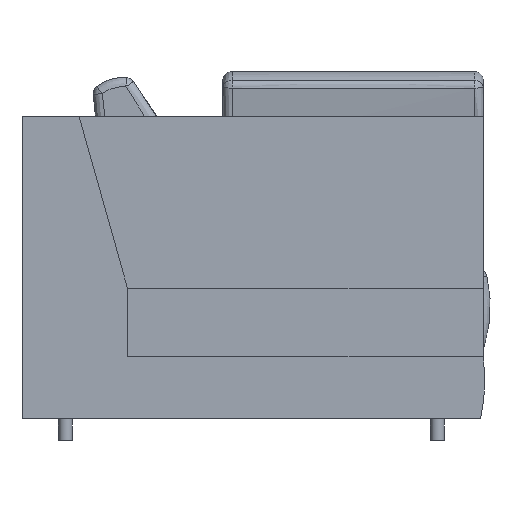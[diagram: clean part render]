
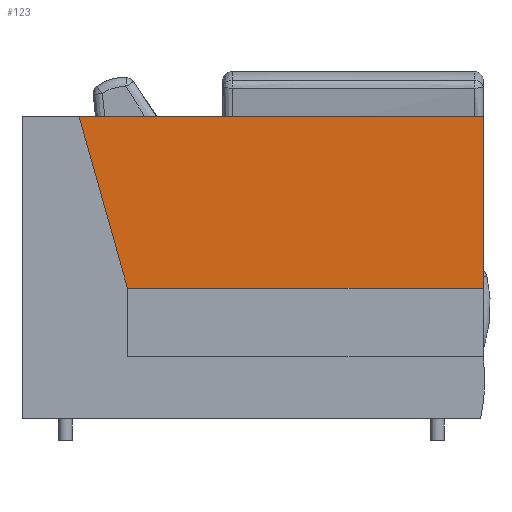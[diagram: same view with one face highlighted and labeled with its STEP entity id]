
A CAD part, left-side view. The second image highlights one B-rep face of the part: STEP entity #123.
In plain terms, the highlighted free-form (B-spline) face has degree [3, 1] with [4, 2] control points.
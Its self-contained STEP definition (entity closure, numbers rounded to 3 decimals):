
#28=B_SPLINE_CURVE_WITH_KNOTS($,1,(#2625,#2626),.UNSPECIFIED.,.F.,.F.,(2,
2),(-1147.632,-758.052),.UNSPECIFIED.);
#31=B_SPLINE_CURVE_WITH_KNOTS($,3,(#2631,#2632,#2633,#2634),.UNSPECIFIED.,
.F.,.F.,(4,4),(0.,29.692),.UNSPECIFIED.);
#33=B_SPLINE_CURVE_WITH_KNOTS($,1,(#2637,#2638),.UNSPECIFIED.,.F.,.F.,(2,
2),(-1147.632,-758.052),.UNSPECIFIED.);
#36=B_SPLINE_CURVE_WITH_KNOTS($,3,(#2645,#2646,#2647,#2648),.UNSPECIFIED.,
.F.,.F.,(4,4),(0.,29.692),.UNSPECIFIED.);
#123=ADVANCED_FACE($,(#264),#1554,.T.);
#264=FACE_OUTER_BOUND($,#405,.T.);
#405=EDGE_LOOP($,(#643,#644,#645,#646));
#643=ORIENTED_EDGE($,*,*,#1107,.T.);
#644=ORIENTED_EDGE($,*,*,#1104,.F.);
#645=ORIENTED_EDGE($,*,*,#1102,.F.);
#646=ORIENTED_EDGE($,*,*,#1099,.T.);
#1099=EDGE_CURVE($,#1332,#1333,#28,.T.);
#1102=EDGE_CURVE($,#1332,#1335,#31,.T.);
#1104=EDGE_CURVE($,#1335,#1325,#33,.T.);
#1107=EDGE_CURVE($,#1333,#1325,#36,.T.);
#1325=VERTEX_POINT($,#2717);
#1332=VERTEX_POINT($,#2724);
#1333=VERTEX_POINT($,#2725);
#1335=VERTEX_POINT($,#2727);
#1554=B_SPLINE_SURFACE_WITH_KNOTS($,3,1,((#2681,#2682),(#2683,#2684),(#2685,
#2686),(#2687,#2688)),.UNSPECIFIED.,.F.,.F.,.F.,(4,4),(2,2),(0.,29.692),
(758.052,1147.632),.UNSPECIFIED.);
#2625=CARTESIAN_POINT($,(8443.904,-26423.809,660.));
#2626=CARTESIAN_POINT($,(8443.904,-26529.391,285.));
#2631=CARTESIAN_POINT($,(8443.904,-26423.809,660.));
#2632=CARTESIAN_POINT($,(8443.91,-26717.679,660.001));
#2633=CARTESIAN_POINT($,(8443.917,-27011.548,660.002));
#2634=CARTESIAN_POINT($,(8443.923,-27305.417,660.004));
#2637=CARTESIAN_POINT($,(8443.923,-27305.417,660.004));
#2638=CARTESIAN_POINT($,(8443.912,-27305.417,285.007));
#2645=CARTESIAN_POINT($,(8443.904,-26529.391,285.));
#2646=CARTESIAN_POINT($,(8443.907,-26788.067,285.002));
#2647=CARTESIAN_POINT($,(8443.909,-27046.742,285.004));
#2648=CARTESIAN_POINT($,(8443.912,-27305.417,285.007));
#2681=CARTESIAN_POINT($,(8443.904,-26529.391,285.));
#2682=CARTESIAN_POINT($,(8443.904,-26423.809,660.));
#2683=CARTESIAN_POINT($,(8443.907,-26788.067,285.002));
#2684=CARTESIAN_POINT($,(8443.91,-26717.679,660.001));
#2685=CARTESIAN_POINT($,(8443.909,-27046.742,285.004));
#2686=CARTESIAN_POINT($,(8443.917,-27011.548,660.002));
#2687=CARTESIAN_POINT($,(8443.912,-27305.417,285.007));
#2688=CARTESIAN_POINT($,(8443.923,-27305.417,660.004));
#2717=CARTESIAN_POINT($,(8443.912,-27305.417,285.007));
#2724=CARTESIAN_POINT($,(8443.904,-26423.809,660.));
#2725=CARTESIAN_POINT($,(8443.904,-26529.391,285.));
#2727=CARTESIAN_POINT($,(8443.923,-27305.417,660.004));
